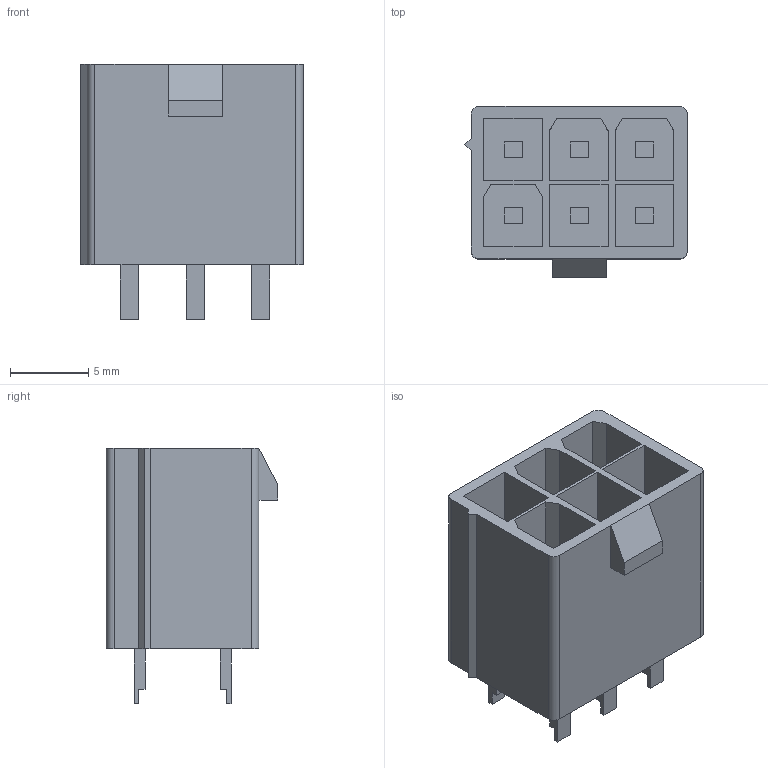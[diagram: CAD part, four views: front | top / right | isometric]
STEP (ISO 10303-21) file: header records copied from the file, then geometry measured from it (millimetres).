
FILE_DESCRIPTION((''),'2;1');
FILE_NAME('C-1586768-6','2014-02-26T',('workeradm'),('Tyco Electronics Ltd.'),'PRO/ENGINEER BY PARAMETRIC TECHNOLOGY CORPORATION, 2013050','PRO/ENGINEER BY PARAMETRIC TECHNOLOGY CORPORATION, 2013050','');
FILE_SCHEMA(('AUTOMOTIVE_DESIGN { 1 0 10303 214 1 1 1 1 }'));
Length unit declared in the file: millimetre
Products named in the file (1): C-1586768-6
Bounding box: 14.2 x 10.95 x 16.3 mm (x, y, z)
Volume: 959.4 mm3; surface area: 1949.8 mm2
Topology: 1 solids, 1 shells, 126 faces, 316 edges, 210 vertices
Faces by surface type: plane 122, cylinder 4
Entity records: 3868 total; most frequent: CARTESIAN_POINT 654, ORIENTED_EDGE 632, DIRECTION 576, EDGE_CURVE 316, VECTOR 308, LINE 308, VERTEX_POINT 210, EDGE_LOOP 144
